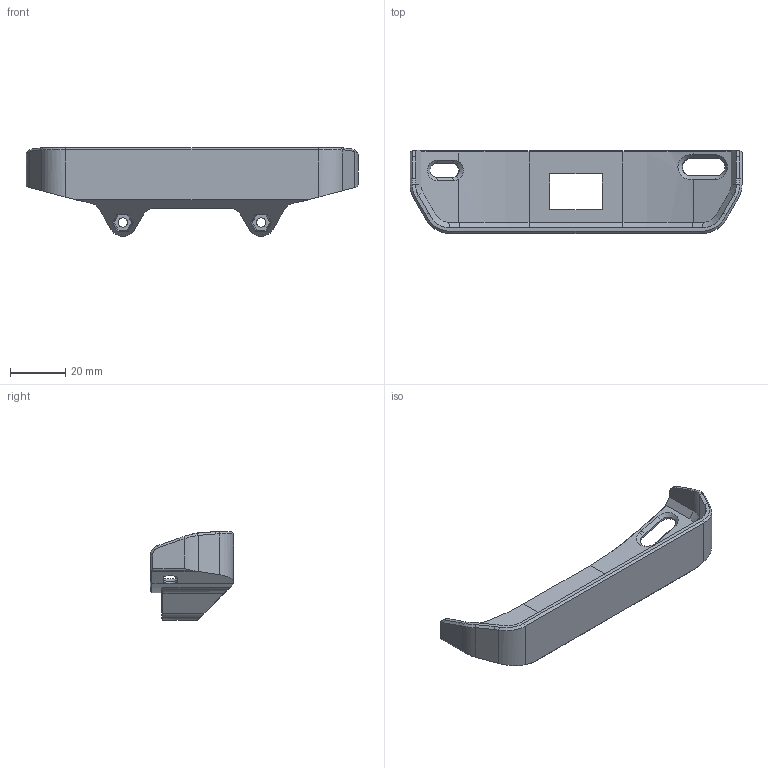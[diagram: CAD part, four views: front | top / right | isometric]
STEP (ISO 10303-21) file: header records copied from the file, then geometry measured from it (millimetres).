
FILE_DESCRIPTION(('STEP AP242'), '1');
FILE_NAME('Êðûøêà', '2025-01-13T19:57:30', ('NewTToNN'), (''), 'C3D Converter', 'C3D Toolkit', '');
FILE_SCHEMA(('AP242_MANAGED_MODEL_BASED_3D_ENGINEERING_MIM_LF { 1 0 10303 442 1 1 4 }'));
Length unit declared in the file: millimetre
Bounding box: 120 x 30 x 32 mm (x, y, z)
Volume: 15244.1 mm3; surface area: 12908.6 mm2
Topology: 1 solids, 1 shells, 155 faces, 397 edges, 242 vertices
Faces by surface type: plane 87, cylinder 30, cone 24, bspline 14
Full cylindrical faces by diameter (mm): 3.4 x2
Entity records: 5783 total; most frequent: CARTESIAN_POINT 2117, ORIENTED_EDGE 790, DIRECTION 695, EDGE_CURVE 395, LINE 275, VECTOR 275, VERTEX_POINT 242, AXIS2_PLACEMENT_3D 210
